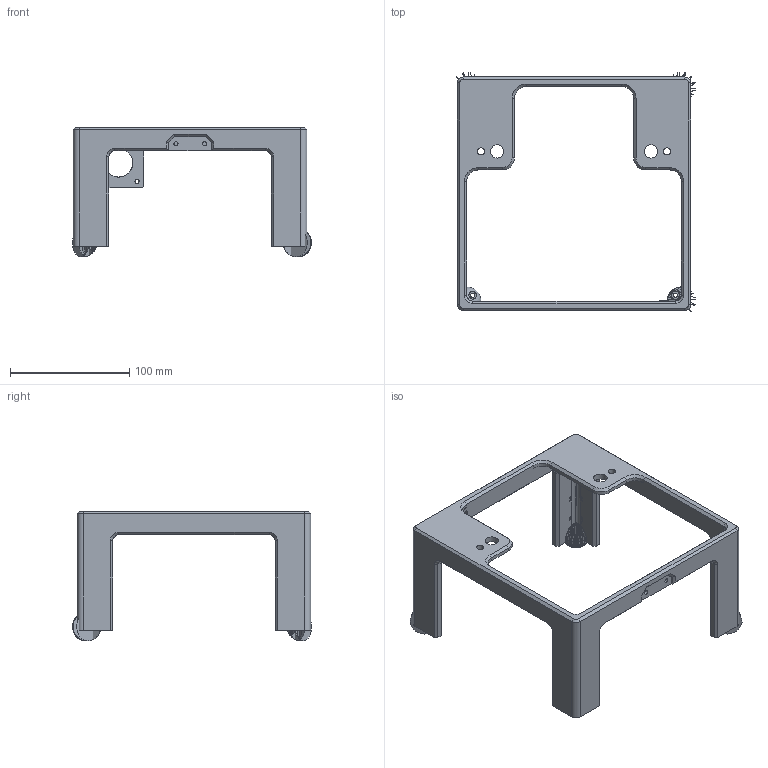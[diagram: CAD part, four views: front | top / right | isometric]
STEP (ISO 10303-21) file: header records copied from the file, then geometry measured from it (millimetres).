
FILE_DESCRIPTION(('FreeCAD Model'),'2;1');
FILE_NAME('Open CASCADE Shape Model','2023-04-29T23:18:38',('Author'),( ''),'Open CASCADE STEP processor 7.5','FreeCAD','Unknown');
FILE_SCHEMA(('AUTOMOTIVE_DESIGN { 1 0 10303 214 1 1 1 1 }'));
Length unit declared in the file: millimetre
Products named in the file (1): top.half.frame
Bounding box: 200.45 x 200.45 x 109 mm (x, y, z)
Volume: 192875.3 mm3; surface area: 100880 mm2
Topology: 1 solids, 1 shells, 260 faces, 891 edges, 546 vertices
Faces by surface type: plane 182, cylinder 48, cone 26, sphere 4
Full cylindrical faces by diameter (mm): 3.4 x10, 6 x2, 11.2 x2, 24 x1
Entity records: 18338 total; most frequent: CARTESIAN_POINT 4320, DIRECTION 2553, LINE 1485, VECTOR 1485, ORIENTED_EDGE 1422, PCURVE 1422, DEFINITIONAL_REPRESENTATION 1422, EDGE_CURVE 711
